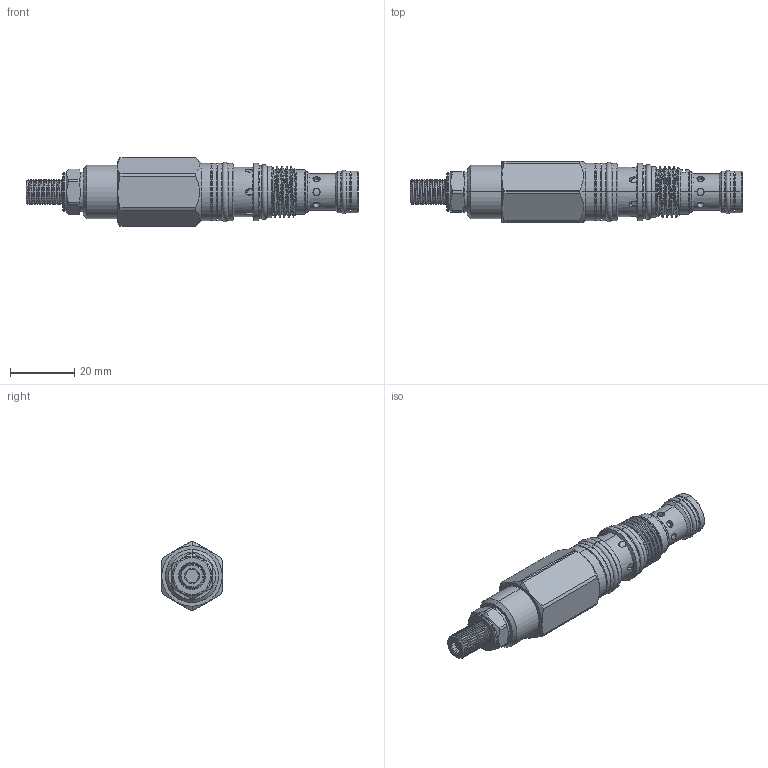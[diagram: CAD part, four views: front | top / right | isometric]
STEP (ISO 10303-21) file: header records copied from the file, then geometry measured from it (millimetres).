
FILE_DESCRIPTION (( 'STEP AP203' ), '1' );
FILE_NAME ('PP163A30-L.STEP', '2023-04-12T05:27:52', ( '' ), ( '' ), 'SwSTEP 2.0', 'SolidWorks 2018', '' );
FILE_SCHEMA (( 'CONFIG_CONTROL_DESIGN' ));
Length unit declared in the file: millimetre
Products named in the file (1): PP163A30-L
Bounding box: 103.74 x 19.05 x 21.4 mm (x, y, z)
Volume: 20228.6 mm3; surface area: 7331.1 mm2
Topology: 2 solids, 3 shells, 339 faces, 825 edges, 516 vertices
Faces by surface type: cylinder 191, plane 56, cone 50, torus 35, bspline 7
Entity records: 18735 total; most frequent: CARTESIAN_POINT 11069, ORIENTED_EDGE 1650, DIRECTION 1543, EDGE_CURVE 825, AXIS2_PLACEMENT_3D 641, VERTEX_POINT 516, EDGE_LOOP 371, FACE_OUTER_BOUND 339
